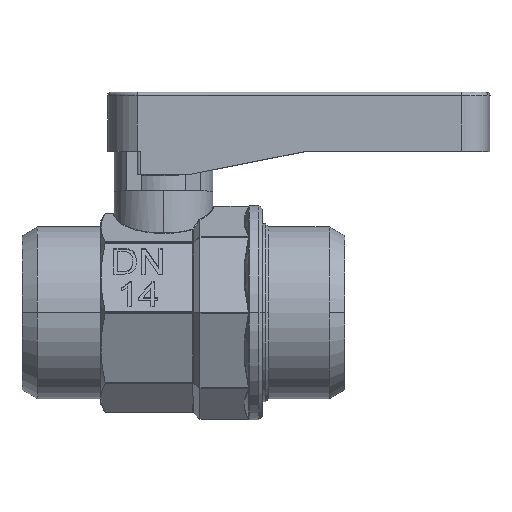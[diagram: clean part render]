
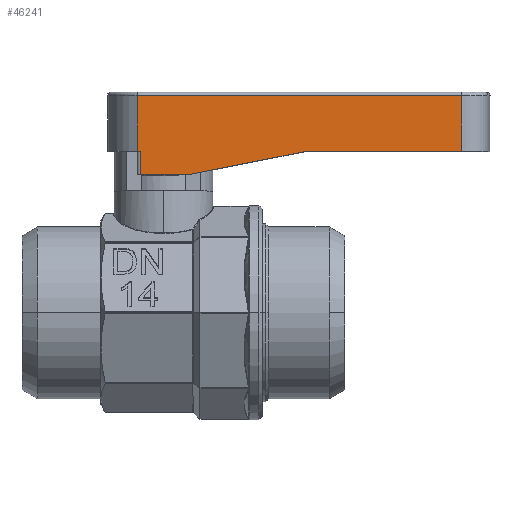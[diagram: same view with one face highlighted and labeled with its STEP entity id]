
A CAD part, top view. The second image highlights one B-rep face of the part: STEP entity #46241.
In plain terms, the highlighted planar face has unit normal (0, 0, 1).
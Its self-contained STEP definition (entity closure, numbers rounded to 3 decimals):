
#1362 = VERTEX_POINT ( 'NONE', #16137 ) ;
#1364 = VERTEX_POINT ( 'NONE', #16139 ) ;
#1379 = VERTEX_POINT ( 'NONE', #16088 ) ;
#6285 = VERTEX_POINT ( 'NONE', #23853 ) ;
#6460 = VERTEX_POINT ( 'NONE', #24068 ) ;
#6513 = VERTEX_POINT ( 'NONE', #24123 ) ;
#6538 = VERTEX_POINT ( 'NONE', #24149 ) ;
#6662 = VERTEX_POINT ( 'NONE', #24284 ) ;
#8682 = LINE ( 'NONE', #33734, #8687 ) ;
#8687 = VECTOR ( 'NONE', #33741, 1000. ) ;
#8700 = LINE ( 'NONE', #33762, #8704 ) ;
#8704 = VECTOR ( 'NONE', #33768, 1000. ) ;
#8726 = LINE ( 'NONE', #33846, #8730 ) ;
#8730 = VECTOR ( 'NONE', #33854, 1000. ) ;
#8797 = LINE ( 'NONE', #34201, #8800 ) ;
#8799 = LINE ( 'NONE', #34206, #8802 ) ;
#8800 = VECTOR ( 'NONE', #34205, 1000. ) ;
#8802 = VECTOR ( 'NONE', #34207, 1000. ) ;
#9059 = LINE ( 'NONE', #21870, #9061 ) ;
#9061 = VECTOR ( 'NONE', #21871, 1000. ) ;
#9104 = LINE ( 'NONE', #22063, #9106 ) ;
#9106 = VECTOR ( 'NONE', #22064, 1000. ) ;
#9108 = LINE ( 'NONE', #22119, #9122 ) ;
#9122 = VECTOR ( 'NONE', #22120, 1000. ) ;
#11019 = EDGE_CURVE ( 'NONE', #1364, #6460, #8682, .T. ) ;
#11037 = EDGE_CURVE ( 'NONE', #6662, #1364, #8700, .T. ) ;
#11071 = EDGE_CURVE ( 'NONE', #6285, #6513, #8726, .T. ) ;
#11162 = EDGE_CURVE ( 'NONE', #6513, #6662, #8797, .T. ) ;
#11164 = EDGE_CURVE ( 'NONE', #6460, #1362, #8799, .T. ) ;
#11503 = EDGE_CURVE ( 'NONE', #6538, #6285, #9059, .T. ) ;
#11556 = EDGE_CURVE ( 'NONE', #1362, #1379, #9104, .T. ) ;
#11576 = EDGE_CURVE ( 'NONE', #1379, #6538, #9108, .T. ) ;
#16088 = CARTESIAN_POINT ( 'NONE',  ( 46.74, 34.278, 7.5 ) ) ;
#16137 = CARTESIAN_POINT ( 'NONE',  ( 46.74, 25.778, 7.5 ) ) ;
#16139 = CARTESIAN_POINT ( 'NONE',  ( 5.42, 22.278, 7.5 ) ) ;
#20789 = EDGE_LOOP ( 'NONE', ( #41945, #42033, #42026, #42005, #42035, #41976, #41917, #41902 ) ) ;
#21870 = CARTESIAN_POINT ( 'NONE',  ( -2.58, 30.028, 7.5 ) ) ;
#21871 = DIRECTION ( 'NONE',  ( 0., -1., 0. ) ) ;
#22063 = CARTESIAN_POINT ( 'NONE',  ( 46.74, 28.278, 7.5 ) ) ;
#22064 = DIRECTION ( 'NONE',  ( 0., 1., 0. ) ) ;
#22119 = CARTESIAN_POINT ( 'NONE',  ( 21.932, 34.278, 7.5 ) ) ;
#22120 = DIRECTION ( 'NONE',  ( -1., 0., 0. ) ) ;
#23853 = CARTESIAN_POINT ( 'NONE',  ( -2.58, 25.778, 7.5 ) ) ;
#24068 = CARTESIAN_POINT ( 'NONE',  ( 22.92, 25.778, 7.5 ) ) ;
#24123 = CARTESIAN_POINT ( 'NONE',  ( -2.08, 25.778, 7.5 ) ) ;
#24149 = CARTESIAN_POINT ( 'NONE',  ( -2.58, 34.278, 7.5 ) ) ;
#24284 = CARTESIAN_POINT ( 'NONE',  ( -2.08, 22.278, 7.5 ) ) ;
#32355 = AXIS2_PLACEMENT_3D ( 'NONE', #34443, #34444, #34445 ) ;
#33734 = CARTESIAN_POINT ( 'NONE',  ( 5.42, 22.278, 7.5 ) ) ;
#33741 = DIRECTION ( 'NONE',  ( 0.981, 0.196, 0. ) ) ;
#33762 = CARTESIAN_POINT ( 'NONE',  ( 22.08, 22.278, 7.5 ) ) ;
#33768 = DIRECTION ( 'NONE',  ( 1., 0., 0. ) ) ;
#33846 = CARTESIAN_POINT ( 'NONE',  ( 22.08, 25.778, 7.5 ) ) ;
#33854 = DIRECTION ( 'NONE',  ( 1., 0., 0. ) ) ;
#34201 = CARTESIAN_POINT ( 'NONE',  ( -2.08, 28.278, 7.5 ) ) ;
#34205 = DIRECTION ( 'NONE',  ( 0., -1., 0. ) ) ;
#34206 = CARTESIAN_POINT ( 'NONE',  ( 22.08, 25.778, 7.5 ) ) ;
#34207 = DIRECTION ( 'NONE',  ( 1., 0., 0. ) ) ;
#34435 = PLANE ( 'NONE',  #32355 ) ;
#34443 = CARTESIAN_POINT ( 'NONE',  ( -2.58, 22.278, 7.5 ) ) ;
#34444 = DIRECTION ( 'NONE',  ( 0., 0., 1. ) ) ;
#34445 = DIRECTION ( 'NONE',  ( 1., 0., 0. ) ) ;
#41902 = ORIENTED_EDGE ( 'NONE', *, *, #11037, .T. ) ;
#41917 = ORIENTED_EDGE ( 'NONE', *, *, #11162, .T. ) ;
#41945 = ORIENTED_EDGE ( 'NONE', *, *, #11019, .T. ) ;
#41976 = ORIENTED_EDGE ( 'NONE', *, *, #11071, .T. ) ;
#42005 = ORIENTED_EDGE ( 'NONE', *, *, #11576, .T. ) ;
#42026 = ORIENTED_EDGE ( 'NONE', *, *, #11556, .T. ) ;
#42033 = ORIENTED_EDGE ( 'NONE', *, *, #11164, .T. ) ;
#42035 = ORIENTED_EDGE ( 'NONE', *, *, #11503, .T. ) ;
#45614 = FACE_OUTER_BOUND ( 'NONE', #20789, .T. ) ;
#46241 = ADVANCED_FACE ( 'NONE', ( #45614 ), #34435, .T. ) ;
